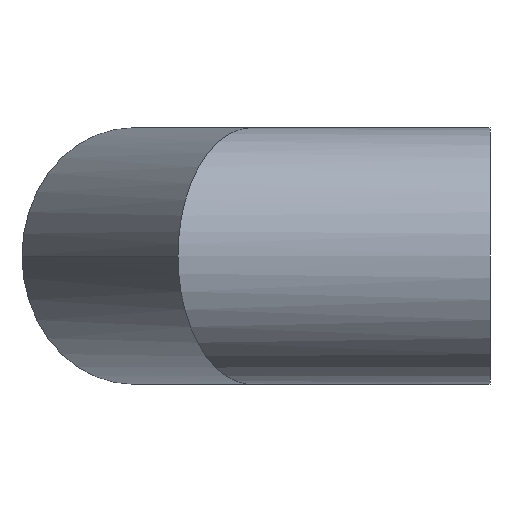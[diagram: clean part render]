
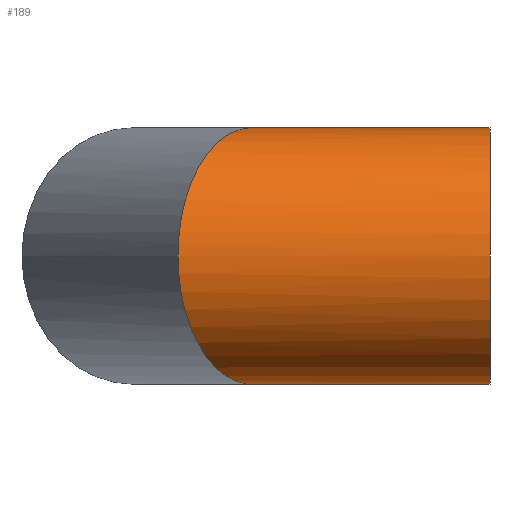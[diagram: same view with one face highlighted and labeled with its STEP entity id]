
A CAD part, left-side view. The second image highlights one B-rep face of the part: STEP entity #189.
In plain terms, the highlighted cylindrical face has radius 140 mm (diameter 280 mm), a partial arc.
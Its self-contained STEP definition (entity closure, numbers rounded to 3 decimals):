
#7 = CARTESIAN_POINT ( 'NONE',  ( 0., 260., 140. ) ) ;
#9 = EDGE_CURVE ( 'NONE', #323, #363, #154, .T. ) ;
#39 = CARTESIAN_POINT ( 'NONE',  ( -82.01, 307.349, -140. ) ) ;
#45 = CARTESIAN_POINT ( 'NONE',  ( -140., 340.829, -82.01 ) ) ;
#56 = CARTESIAN_POINT ( 'NONE',  ( 0., 0., 140. ) ) ;
#58 = VERTEX_POINT ( 'NONE', #7 ) ;
#59 = AXIS2_PLACEMENT_3D ( 'NONE', #197, #136, #258 ) ;
#81 = FACE_OUTER_BOUND ( 'NONE', #126, .T. ) ;
#83 = CARTESIAN_POINT ( 'NONE',  ( 0., 260., -140. ) ) ;
#86 = DIRECTION ( 'NONE',  ( 0., 1., 0. ) ) ;
#97 = AXIS2_PLACEMENT_3D ( 'NONE', #316, #168, #194 ) ;
#110 = CYLINDRICAL_SURFACE ( 'NONE', #97, 140. ) ;
#126 = EDGE_LOOP ( 'NONE', ( #361, #153, #174, #201, #269 ) ) ;
#136 = DIRECTION ( 'NONE',  ( 0., 1., 0. ) ) ;
#142 = CARTESIAN_POINT ( 'NONE',  ( -140., 340.829, 82.01 ) ) ;
#150 = CARTESIAN_POINT ( 'NONE',  ( 0., 260., 140. ) ) ;
#153 = ORIENTED_EDGE ( 'NONE', *, *, #275, .T. ) ;
#154 =( BOUNDED_CURVE ( )  B_SPLINE_CURVE ( 3, ( #254, #45, #39, #306 ),
 .UNSPECIFIED., .F., .T. ) 
 B_SPLINE_CURVE_WITH_KNOTS ( ( 4, 4 ),
 ( 0., 1.571 ),
 .UNSPECIFIED. ) 
 CURVE ( )  GEOMETRIC_REPRESENTATION_ITEM ( )  RATIONAL_B_SPLINE_CURVE ( ( 1., 0.805, 0.805, 1. ) ) 
 REPRESENTATION_ITEM ( '' )  );
#168 = DIRECTION ( 'NONE',  ( 0., 1., 0. ) ) ;
#169 = EDGE_CURVE ( 'NONE', #358, #363, #344, .T. ) ;
#171 = VECTOR ( 'NONE', #384, 1000. ) ;
#174 = ORIENTED_EDGE ( 'NONE', *, *, #381, .T. ) ;
#189 = ADVANCED_FACE ( 'NONE', ( #81 ), #110, .T. ) ;
#194 = DIRECTION ( 'NONE',  ( 0., 0., 1. ) ) ;
#197 = CARTESIAN_POINT ( 'NONE',  ( 0., 0., 0. ) ) ;
#201 = ORIENTED_EDGE ( 'NONE', *, *, #339, .T. ) ;
#220 = CARTESIAN_POINT ( 'NONE',  ( 0., 0., -140. ) ) ;
#228 =( BOUNDED_CURVE ( )  B_SPLINE_CURVE ( 3, ( #150, #355, #142, #352 ),
 .UNSPECIFIED., .F., .F. ) 
 B_SPLINE_CURVE_WITH_KNOTS ( ( 4, 4 ),
 ( 4.712, 6.283 ),
 .UNSPECIFIED. ) 
 CURVE ( )  GEOMETRIC_REPRESENTATION_ITEM ( )  RATIONAL_B_SPLINE_CURVE ( ( 1., 0.805, 0.805, 1. ) ) 
 REPRESENTATION_ITEM ( '' )  );
#254 = CARTESIAN_POINT ( 'NONE',  ( -140., 340.829, 0. ) ) ;
#255 = VECTOR ( 'NONE', #86, 1000. ) ;
#258 = DIRECTION ( 'NONE',  ( 0., 0., 1. ) ) ;
#265 = CARTESIAN_POINT ( 'NONE',  ( 0., 0., 140. ) ) ;
#269 = ORIENTED_EDGE ( 'NONE', *, *, #9, .T. ) ;
#275 = EDGE_CURVE ( 'NONE', #358, #377, #388, .T. ) ;
#295 = CARTESIAN_POINT ( 'NONE',  ( 0., 0., -140. ) ) ;
#306 = CARTESIAN_POINT ( 'NONE',  ( 0., 260., -140. ) ) ;
#316 = CARTESIAN_POINT ( 'NONE',  ( 0., 0., 0. ) ) ;
#323 = VERTEX_POINT ( 'NONE', #362 ) ;
#339 = EDGE_CURVE ( 'NONE', #58, #323, #228, .T. ) ;
#344 = LINE ( 'NONE', #220, #171 ) ;
#352 = CARTESIAN_POINT ( 'NONE',  ( -140., 340.829, 0. ) ) ;
#355 = CARTESIAN_POINT ( 'NONE',  ( -82.01, 307.349, 140. ) ) ;
#357 = LINE ( 'NONE', #56, #255 ) ;
#358 = VERTEX_POINT ( 'NONE', #295 ) ;
#361 = ORIENTED_EDGE ( 'NONE', *, *, #169, .F. ) ;
#362 = CARTESIAN_POINT ( 'NONE',  ( -140., 340.829, 0. ) ) ;
#363 = VERTEX_POINT ( 'NONE', #83 ) ;
#377 = VERTEX_POINT ( 'NONE', #265 ) ;
#381 = EDGE_CURVE ( 'NONE', #377, #58, #357, .T. ) ;
#384 = DIRECTION ( 'NONE',  ( 0., 1., 0. ) ) ;
#388 = CIRCLE ( 'NONE', #59, 140. ) ;
